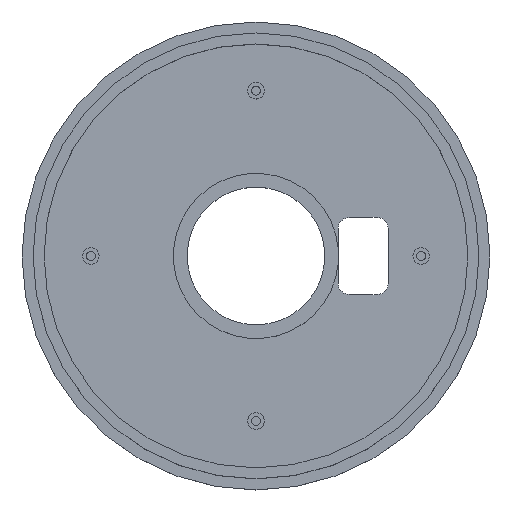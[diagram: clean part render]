
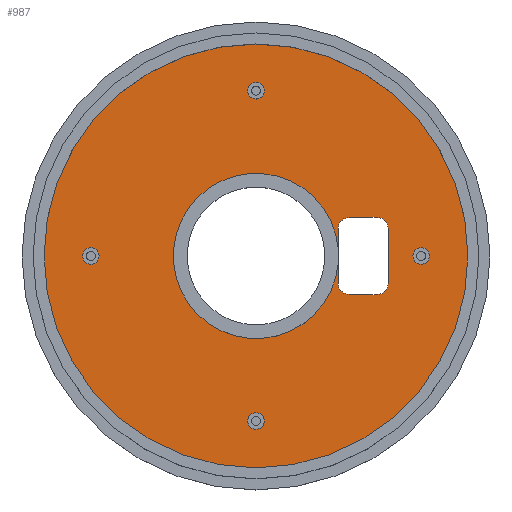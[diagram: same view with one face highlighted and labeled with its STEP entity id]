
A CAD part, top view. The second image highlights one B-rep face of the part: STEP entity #987.
In plain terms, the highlighted planar face has unit normal (0, 0, 1).
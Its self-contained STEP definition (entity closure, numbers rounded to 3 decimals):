
#27=FACE_BOUND('',#169,.T.);
#28=FACE_BOUND('',#170,.T.);
#29=FACE_BOUND('',#171,.T.);
#30=FACE_BOUND('',#172,.T.);
#31=FACE_BOUND('',#173,.T.);
#48=PLANE('',#1102);
#95=FACE_OUTER_BOUND('',#168,.T.);
#168=EDGE_LOOP('',(#772));
#169=EDGE_LOOP('',(#773,#774,#775,#776,#777,#778,#779,#780,#781,#782));
#170=EDGE_LOOP('',(#783));
#171=EDGE_LOOP('',(#784));
#172=EDGE_LOOP('',(#785));
#173=EDGE_LOOP('',(#786));
#206=LINE('',#1484,#286);
#210=LINE('',#1496,#290);
#214=LINE('',#1508,#294);
#218=LINE('',#1516,#298);
#222=LINE('',#1526,#302);
#286=VECTOR('',#1163,10.);
#290=VECTOR('',#1175,10.);
#294=VECTOR('',#1187,10.);
#298=VECTOR('',#1191,10.);
#302=VECTOR('',#1203,10.);
#364=CIRCLE('',#1033,2.);
#366=CIRCLE('',#1037,2.);
#368=CIRCLE('',#1041,2.);
#370=CIRCLE('',#1045,2.);
#373=CIRCLE('',#1051,15.);
#375=CIRCLE('',#1054,38.5);
#382=CIRCLE('',#1066,1.5);
#394=CIRCLE('',#1083,1.5);
#398=CIRCLE('',#1091,1.5);
#402=CIRCLE('',#1099,1.5);
#423=VERTEX_POINT('',#1475);
#424=VERTEX_POINT('',#1477);
#426=VERTEX_POINT('',#1483);
#428=VERTEX_POINT('',#1489);
#430=VERTEX_POINT('',#1495);
#432=VERTEX_POINT('',#1501);
#434=VERTEX_POINT('',#1507);
#437=VERTEX_POINT('',#1513);
#438=VERTEX_POINT('',#1515);
#440=VERTEX_POINT('',#1521);
#443=VERTEX_POINT('',#1536);
#450=VERTEX_POINT('',#1558);
#468=VERTEX_POINT('',#1601);
#472=VERTEX_POINT('',#1615);
#476=VERTEX_POINT('',#1629);
#515=EDGE_CURVE('',#424,#423,#364,.T.);
#518=EDGE_CURVE('',#426,#424,#206,.T.);
#521=EDGE_CURVE('',#428,#426,#366,.T.);
#524=EDGE_CURVE('',#430,#428,#210,.T.);
#527=EDGE_CURVE('',#432,#430,#368,.T.);
#530=EDGE_CURVE('',#434,#432,#214,.T.);
#534=EDGE_CURVE('',#438,#437,#218,.T.);
#537=EDGE_CURVE('',#440,#438,#370,.T.);
#540=EDGE_CURVE('',#423,#440,#222,.T.);
#543=EDGE_CURVE('',#437,#434,#373,.F.);
#546=EDGE_CURVE('',#443,#443,#375,.T.);
#556=EDGE_CURVE('',#450,#450,#382,.F.);
#576=EDGE_CURVE('',#468,#468,#394,.F.);
#582=EDGE_CURVE('',#472,#472,#398,.F.);
#588=EDGE_CURVE('',#476,#476,#402,.F.);
#772=ORIENTED_EDGE('',*,*,#546,.T.);
#773=ORIENTED_EDGE('',*,*,#534,.T.);
#774=ORIENTED_EDGE('',*,*,#543,.T.);
#775=ORIENTED_EDGE('',*,*,#530,.T.);
#776=ORIENTED_EDGE('',*,*,#527,.T.);
#777=ORIENTED_EDGE('',*,*,#524,.T.);
#778=ORIENTED_EDGE('',*,*,#521,.T.);
#779=ORIENTED_EDGE('',*,*,#518,.T.);
#780=ORIENTED_EDGE('',*,*,#515,.T.);
#781=ORIENTED_EDGE('',*,*,#540,.T.);
#782=ORIENTED_EDGE('',*,*,#537,.T.);
#783=ORIENTED_EDGE('',*,*,#556,.T.);
#784=ORIENTED_EDGE('',*,*,#576,.T.);
#785=ORIENTED_EDGE('',*,*,#582,.T.);
#786=ORIENTED_EDGE('',*,*,#588,.T.);
#987=ADVANCED_FACE('',(#95,#27,#28,#29,#30,#31),#48,.T.);
#1033=AXIS2_PLACEMENT_3D('',#1478,#1157,#1158);
#1037=AXIS2_PLACEMENT_3D('',#1490,#1169,#1170);
#1041=AXIS2_PLACEMENT_3D('',#1502,#1181,#1182);
#1045=AXIS2_PLACEMENT_3D('',#1522,#1197,#1198);
#1051=AXIS2_PLACEMENT_3D('',#1532,#1212,#1213);
#1054=AXIS2_PLACEMENT_3D('',#1538,#1219,#1220);
#1066=AXIS2_PLACEMENT_3D('',#1560,#1246,#1247);
#1083=AXIS2_PLACEMENT_3D('',#1603,#1288,#1289);
#1091=AXIS2_PLACEMENT_3D('',#1617,#1306,#1307);
#1099=AXIS2_PLACEMENT_3D('',#1631,#1324,#1325);
#1102=AXIS2_PLACEMENT_3D('',#1634,#1330,#1331);
#1157=DIRECTION('center_axis',(0.,0.,-1.));
#1158=DIRECTION('ref_axis',(0.,-1.,0.));
#1163=DIRECTION('',(0.,-1.,0.));
#1169=DIRECTION('center_axis',(0.,0.,-1.));
#1170=DIRECTION('ref_axis',(1.,0.,0.));
#1175=DIRECTION('',(1.,0.,0.));
#1181=DIRECTION('center_axis',(0.,0.,-1.));
#1182=DIRECTION('ref_axis',(0.,1.,0.));
#1187=DIRECTION('',(0.,1.,0.));
#1191=DIRECTION('',(0.,1.,0.));
#1197=DIRECTION('center_axis',(0.,0.,-1.));
#1198=DIRECTION('ref_axis',(-1.,0.,0.));
#1203=DIRECTION('',(-1.,0.,0.));
#1212=DIRECTION('center_axis',(0.,0.,1.));
#1213=DIRECTION('ref_axis',(-1.,0.,0.));
#1219=DIRECTION('center_axis',(0.,0.,1.));
#1220=DIRECTION('ref_axis',(-1.,0.,0.));
#1246=DIRECTION('center_axis',(0.,0.,1.));
#1247=DIRECTION('ref_axis',(0.,1.,0.));
#1288=DIRECTION('center_axis',(0.,0.,1.));
#1289=DIRECTION('ref_axis',(-1.,0.,0.));
#1306=DIRECTION('center_axis',(0.,0.,1.));
#1307=DIRECTION('ref_axis',(0.,-1.,0.));
#1324=DIRECTION('center_axis',(0.,0.,1.));
#1325=DIRECTION('ref_axis',(1.,0.,0.));
#1330=DIRECTION('center_axis',(0.,0.,1.));
#1331=DIRECTION('ref_axis',(-1.,0.,0.));
#1475=CARTESIAN_POINT('',(59.,-44.,25.));
#1477=CARTESIAN_POINT('',(61.,-42.,25.));
#1478=CARTESIAN_POINT('Origin',(59.,-42.,25.));
#1483=CARTESIAN_POINT('',(61.,-32.,25.));
#1484=CARTESIAN_POINT('',(61.,-34.5,25.));
#1489=CARTESIAN_POINT('',(59.,-30.,25.));
#1490=CARTESIAN_POINT('Origin',(59.,-32.,25.));
#1495=CARTESIAN_POINT('',(53.935,-30.,25.));
#1496=CARTESIAN_POINT('',(45.467,-30.,25.));
#1501=CARTESIAN_POINT('',(51.935,-32.,25.));
#1502=CARTESIAN_POINT('Origin',(53.935,-32.,25.));
#1507=CARTESIAN_POINT('',(51.935,-35.6,25.));
#1508=CARTESIAN_POINT('',(51.935,-39.5,25.));
#1513=CARTESIAN_POINT('',(51.935,-38.4,25.));
#1515=CARTESIAN_POINT('',(51.935,-42.,25.));
#1516=CARTESIAN_POINT('',(51.935,-39.5,25.));
#1521=CARTESIAN_POINT('',(53.935,-44.,25.));
#1522=CARTESIAN_POINT('Origin',(53.935,-42.,25.));
#1526=CARTESIAN_POINT('',(48.,-44.,25.));
#1532=CARTESIAN_POINT('Origin',(37.,-37.,25.));
#1536=CARTESIAN_POINT('',(75.5,-37.,25.));
#1538=CARTESIAN_POINT('Origin',(37.,-37.,25.));
#1558=CARTESIAN_POINT('',(37.,-68.5,25.));
#1560=CARTESIAN_POINT('Origin',(37.,-67.,25.));
#1601=CARTESIAN_POINT('',(68.5,-37.,25.));
#1603=CARTESIAN_POINT('Origin',(67.,-37.,25.));
#1615=CARTESIAN_POINT('',(37.,-5.5,25.));
#1617=CARTESIAN_POINT('Origin',(37.,-7.,25.));
#1629=CARTESIAN_POINT('',(5.5,-37.,25.));
#1631=CARTESIAN_POINT('Origin',(7.,-37.,25.));
#1634=CARTESIAN_POINT('Origin',(37.,-37.,25.));
